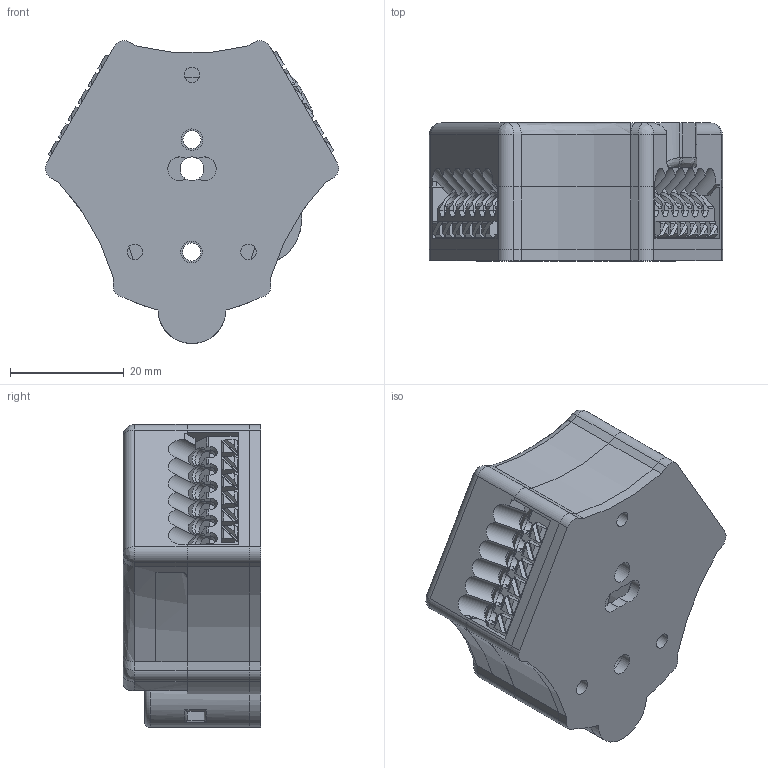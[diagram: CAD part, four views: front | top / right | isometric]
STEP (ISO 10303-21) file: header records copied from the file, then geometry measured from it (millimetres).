
FILE_DESCRIPTION(/* description */ (''),/* implementation_level */ '2;1');
FILE_NAME(/* name */ 'electric_compartment_for_v6.x.step',/* time_stamp */ '2019-01-13T14:43:31+01:00',/* author */ (''),/* organization */ (''),/* preprocessor_version */ 'ST-DEVELOPER v17.2',/* originating_system */ 'Autodesk Translation Framework v7.6.0.251',/* authorisation */ '');
FILE_SCHEMA (('AUTOMOTIVE_DESIGN { 1 0 10303 214 3 1 1 }'));
Length unit declared in the file: millimetre
Products named in the file (5): (Unsaved); Wago_250_206_right; Wago_250_206_left; electric_compartment_base_f3d_universal; electric_compartment_top_f3d_g4
Assembly tree (4 placements, depth 2):
  (Unsaved)
    Wago_250_206_right
    Wago_250_206_left
    electric_compartment_base_f3d_universal
    electric_compartment_top_f3d_g4
Bounding box: 51.69 x 24.3 x 53.4 mm (x, y, z)
Volume: 30646.8 mm3; surface area: 18447.3 mm2
Topology: 6 solids, 6 shells, 876 faces, 2450 edges, 1606 vertices
Faces by surface type: plane 553, cylinder 249, bspline 32, cone 24, torus 14, sphere 4
Full cylindrical faces by diameter (mm): 2.75 x3, 3.2 x2, 3.8 x7, 4.2 x1, 4.8 x1, 5.5 x2, 7 x1, 8 x1, 12 x1
Entity records: 31286 total; most frequent: CARTESIAN_POINT 7810, ORIENTED_EDGE 4886, DIRECTION 4638, EDGE_CURVE 2443, LINE 1708, VECTOR 1708, VERTEX_POINT 1606, AXIS2_PLACEMENT_3D 1465
